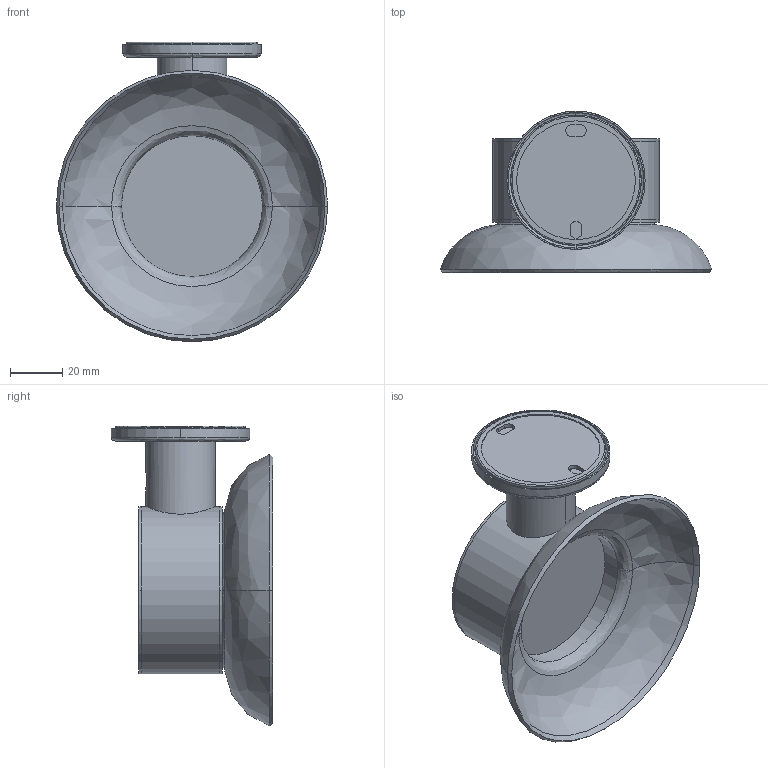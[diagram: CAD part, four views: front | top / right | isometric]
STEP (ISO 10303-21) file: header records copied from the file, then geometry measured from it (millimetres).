
FILE_DESCRIPTION (( 'STEP AP203' ), '1' );
FILE_NAME ('ASM02.stp', '2021-05-14T05:17:22', ( '' ), ( '' ), 'SwSTEP 2.0', 'SolidWorks 2021', '' );
FILE_SCHEMA (( 'CONFIG_CONTROL_DESIGN' ));
Length unit declared in the file: millimetre
Products named in the file (11): PQ35020; PBTDB01; PQ330602; PBLZD01; Q3P_ASM; PLSDJ0507; PQ330601; PQ330602_2; PQ35000; PQ3306_ASM; ASM02
Assembly tree (10 placements, depth 3):
  ASM02
    PQ3306_ASM
      PQ330601
      PQ330602
      PQ330602_2
    PBTDB01
    PBLZD01
    Q3P_ASM
      PQ35020
      PQ35000
      PLSDJ0507
Bounding box: 104 x 61.79 x 114.83 mm (x, y, z)
Volume: 59269.2 mm3; surface area: 69984.3 mm2
Topology: 7 solids, 8 shells, 426 faces, 1087 edges, 658 vertices
Faces by surface type: cylinder 161, bspline 120, plane 108, cone 37
Entity records: 21062 total; most frequent: CARTESIAN_POINT 10447, ORIENTED_EDGE 2094, DIRECTION 1852, EDGE_CURVE 1049, AXIS2_PLACEMENT_3D 726, VERTEX_POINT 658, EDGE_LOOP 461, FACE_OUTER_BOUND 426
